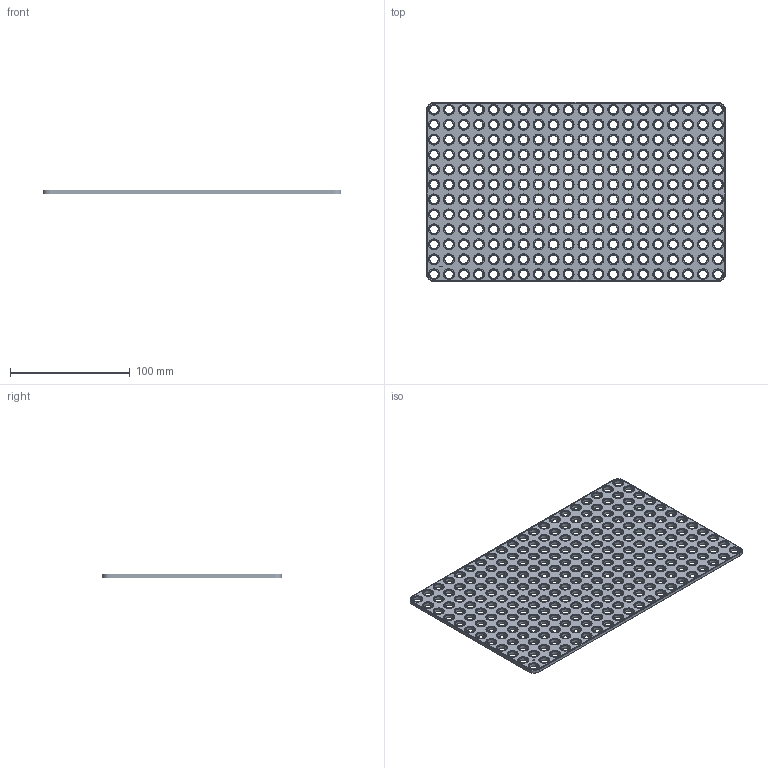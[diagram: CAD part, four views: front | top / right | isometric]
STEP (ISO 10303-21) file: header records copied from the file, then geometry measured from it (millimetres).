
FILE_DESCRIPTION(('FreeCAD Model'),'2;1');
FILE_NAME('Open CASCADE Shape Model','2024-10-09T01:06:30',(''),(''), 'Open CASCADE STEP processor 7.7','FreeCAD','Unknown');
FILE_SCHEMA(('AUTOMOTIVE_DESIGN { 1 0 10303 214 1 1 1 1 }'));
Length unit declared in the file: millimetre
Products named in the file (1): Plate RCT CRNR BU20x12x00.25 - SPN-PLT-0248 (stemfie.org)
Bounding box: 250 x 150 x 3.12 mm (x, y, z)
Volume: 83483.2 mm3; surface area: 74888.9 mm2
Topology: 1 solids, 1 shells, 1688 faces, 3740 edges, 2328 vertices
Faces by surface type: plane 572, cylinder 488, cone 488, extrusion 140
Full cylindrical faces by diameter (mm): 7 x240, 9.2 x240
Entity records: 47929 total; most frequent: CARTESIAN_POINT 8904, DIRECTION 8162, ORIENTED_EDGE 7480, EDGE_CURVE 3740, AXIS2_PLACEMENT_3D 3013, FACE_BOUND 2442, EDGE_LOOP 2442, VERTEX_POINT 2328
